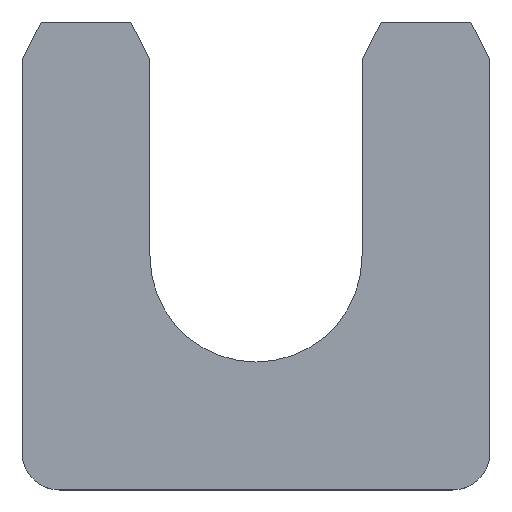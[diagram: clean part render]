
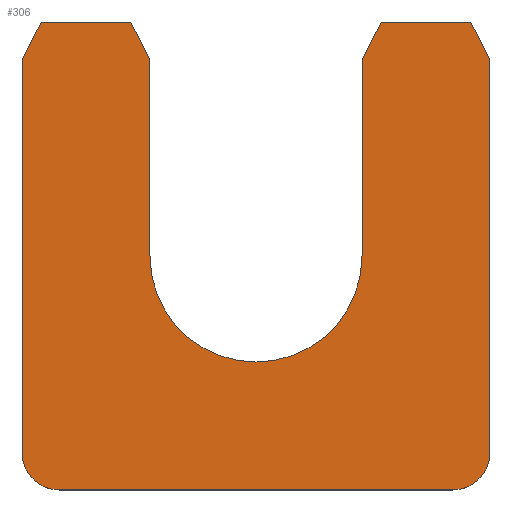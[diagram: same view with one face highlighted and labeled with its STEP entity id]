
A CAD part, top view. The second image highlights one B-rep face of the part: STEP entity #306.
In plain terms, the highlighted planar face has unit normal (0, 0, 1).
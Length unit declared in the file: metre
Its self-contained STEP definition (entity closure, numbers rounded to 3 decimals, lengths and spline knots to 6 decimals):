
#23=PLANE('',#341);
#29=LINE('',#440,#65);
#32=LINE('',#446,#68);
#35=LINE('',#452,#71);
#38=LINE('',#458,#74);
#41=LINE('',#464,#77);
#45=LINE('',#476,#81);
#49=LINE('',#488,#85);
#52=LINE('',#494,#88);
#55=LINE('',#500,#91);
#58=LINE('',#506,#94);
#60=LINE('',#509,#96);
#65=VECTOR('',#357,1.);
#68=VECTOR('',#362,1.);
#71=VECTOR('',#367,1.);
#74=VECTOR('',#372,1.);
#77=VECTOR('',#377,1.);
#81=VECTOR('',#389,1.);
#85=VECTOR('',#401,1.);
#88=VECTOR('',#406,1.);
#91=VECTOR('',#411,1.);
#94=VECTOR('',#416,1.);
#96=VECTOR('',#420,1.);
#153=ORIENTED_EDGE('',*,*,#183,.F.);
#154=ORIENTED_EDGE('',*,*,#187,.T.);
#155=ORIENTED_EDGE('',*,*,#190,.T.);
#156=ORIENTED_EDGE('',*,*,#193,.T.);
#157=ORIENTED_EDGE('',*,*,#196,.F.);
#158=ORIENTED_EDGE('',*,*,#199,.F.);
#159=ORIENTED_EDGE('',*,*,#202,.T.);
#160=ORIENTED_EDGE('',*,*,#205,.F.);
#161=ORIENTED_EDGE('',*,*,#208,.T.);
#162=ORIENTED_EDGE('',*,*,#211,.T.);
#163=ORIENTED_EDGE('',*,*,#214,.T.);
#164=ORIENTED_EDGE('',*,*,#217,.T.);
#165=ORIENTED_EDGE('',*,*,#220,.F.);
#166=ORIENTED_EDGE('',*,*,#222,.F.);
#183=EDGE_CURVE('',#225,#226,#252,.T.);
#187=EDGE_CURVE('',#225,#228,#29,.T.);
#190=EDGE_CURVE('',#228,#230,#32,.T.);
#193=EDGE_CURVE('',#230,#232,#35,.T.);
#196=EDGE_CURVE('',#234,#232,#38,.T.);
#199=EDGE_CURVE('',#236,#234,#41,.T.);
#202=EDGE_CURVE('',#236,#238,#254,.T.);
#205=EDGE_CURVE('',#240,#238,#45,.T.);
#208=EDGE_CURVE('',#240,#242,#256,.T.);
#211=EDGE_CURVE('',#242,#244,#49,.T.);
#214=EDGE_CURVE('',#244,#246,#52,.T.);
#217=EDGE_CURVE('',#246,#248,#55,.T.);
#220=EDGE_CURVE('',#250,#248,#58,.T.);
#222=EDGE_CURVE('',#226,#250,#60,.T.);
#225=VERTEX_POINT('',#431);
#226=VERTEX_POINT('',#433);
#228=VERTEX_POINT('',#439);
#230=VERTEX_POINT('',#445);
#232=VERTEX_POINT('',#451);
#234=VERTEX_POINT('',#457);
#236=VERTEX_POINT('',#463);
#238=VERTEX_POINT('',#469);
#240=VERTEX_POINT('',#475);
#242=VERTEX_POINT('',#481);
#244=VERTEX_POINT('',#487);
#246=VERTEX_POINT('',#493);
#248=VERTEX_POINT('',#499);
#250=VERTEX_POINT('',#505);
#252=CIRCLE('',#323,0.004318);
#254=CIRCLE('',#331,0.001524);
#256=CIRCLE('',#335,0.001524);
#271=EDGE_LOOP('',(#153,#154,#155,#156,#157,#158,#159,#160,#161,#162,#163,
#164,#165,#166));
#287=FACE_BOUND('',#271,.T.);
#306=ADVANCED_FACE('',(#287),#23,.T.);
#323=AXIS2_PLACEMENT_3D('',#432,#350,#351);
#331=AXIS2_PLACEMENT_3D('',#470,#383,#384);
#335=AXIS2_PLACEMENT_3D('',#482,#395,#396);
#341=AXIS2_PLACEMENT_3D('',#510,#421,#422);
#350=DIRECTION('',(0.,0.,1.));
#351=DIRECTION('',(1.,0.,0.));
#357=DIRECTION('',(0.,1.,0.));
#362=DIRECTION('',(-0.454,0.891,0.));
#367=DIRECTION('',(-1.,0.,0.));
#372=DIRECTION('',(0.454,0.891,0.));
#377=DIRECTION('',(0.,1.,0.));
#383=DIRECTION('',(0.,0.,1.));
#384=DIRECTION('',(1.,0.,0.));
#389=DIRECTION('',(-1.,0.,0.));
#395=DIRECTION('',(0.,0.,1.));
#396=DIRECTION('',(1.,0.,0.));
#401=DIRECTION('',(0.,1.,0.));
#406=DIRECTION('',(-0.454,0.891,0.));
#411=DIRECTION('',(-1.,0.,0.));
#416=DIRECTION('',(0.454,0.891,0.));
#420=DIRECTION('',(0.,1.,0.));
#421=DIRECTION('',(0.,0.,1.));
#422=DIRECTION('',(1.,0.,0.));
#431=CARTESIAN_POINT('',(-0.004318,0.,0.002));
#432=CARTESIAN_POINT('',(0.,0.,0.002));
#433=CARTESIAN_POINT('',(0.004318,0.,0.002));
#439=CARTESIAN_POINT('',(-0.004318,0.008001,0.002));
#440=CARTESIAN_POINT('',(-0.004318,0.004001,0.002));
#445=CARTESIAN_POINT('',(-0.005095,0.009525,0.002));
#446=CARTESIAN_POINT('',(-0.004706,0.008763,0.002));
#451=CARTESIAN_POINT('',(-0.008748,0.009525,0.002));
#452=CARTESIAN_POINT('',(-0.006922,0.009525,0.002));
#457=CARTESIAN_POINT('',(-0.009525,0.008001,0.002));
#458=CARTESIAN_POINT('',(-0.009137,0.008763,0.002));
#463=CARTESIAN_POINT('',(-0.009525,-0.008001,0.002));
#464=CARTESIAN_POINT('',(-0.009525,0.,0.002));
#469=CARTESIAN_POINT('',(-0.008001,-0.009525,0.002));
#470=CARTESIAN_POINT('',(-0.008001,-0.008001,0.002));
#475=CARTESIAN_POINT('',(0.008001,-0.009525,0.002));
#476=CARTESIAN_POINT('',(0.,-0.009525,0.002));
#481=CARTESIAN_POINT('',(0.009525,-0.008001,0.002));
#482=CARTESIAN_POINT('',(0.008001,-0.008001,0.002));
#487=CARTESIAN_POINT('',(0.009525,0.008001,0.002));
#488=CARTESIAN_POINT('',(0.009525,0.,0.002));
#493=CARTESIAN_POINT('',(0.008748,0.009525,0.002));
#494=CARTESIAN_POINT('',(0.009137,0.008763,0.002));
#499=CARTESIAN_POINT('',(0.005095,0.009525,0.002));
#500=CARTESIAN_POINT('',(0.006922,0.009525,0.002));
#505=CARTESIAN_POINT('',(0.004318,0.008001,0.002));
#506=CARTESIAN_POINT('',(0.004706,0.008763,0.002));
#509=CARTESIAN_POINT('',(0.004318,0.004001,0.002));
#510=CARTESIAN_POINT('',(0.,0.,0.002));
